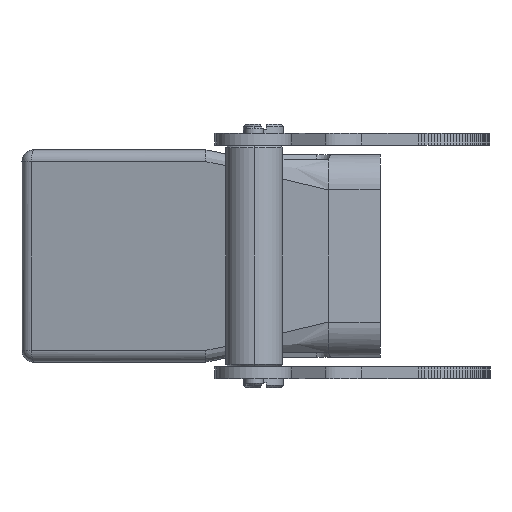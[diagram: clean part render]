
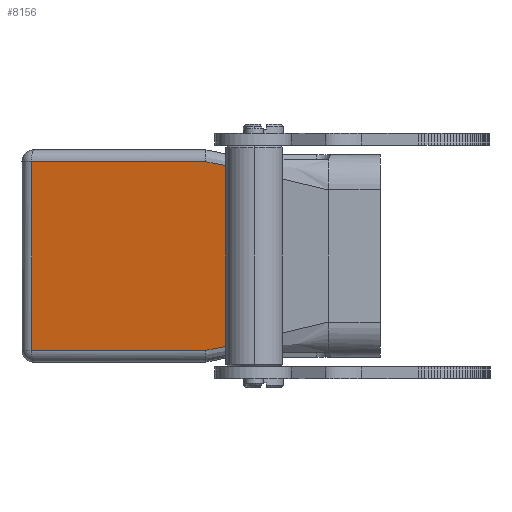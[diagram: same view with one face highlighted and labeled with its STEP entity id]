
A CAD part, left-side view. The second image highlights one B-rep face of the part: STEP entity #8156.
In plain terms, the highlighted planar face has unit normal (-0.982, 0.191, 0).
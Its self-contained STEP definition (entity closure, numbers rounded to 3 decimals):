
#624=DIRECTION('',(-0.187,-0.963,-0.193));
#625=VECTOR('',#624,5.192);
#626=CARTESIAN_POINT('',(-57.03,5.,20.));
#627=LINE('',#626,#625);
#628=DIRECTION('',(0.,0.,-1.));
#629=VECTOR('',#628,38.);
#630=CARTESIAN_POINT('',(-58.002,-0.001,
19.));
#631=LINE('',#630,#629);
#632=DIRECTION('',(0.187,0.963,-0.193));
#633=VECTOR('',#632,5.192);
#634=CARTESIAN_POINT('',(-58.002,-0.001,
-19.));
#635=LINE('',#634,#633);
#646=DIRECTION('',(0.191,0.982,0.));
#647=VECTOR('',#646,37.669);
#648=CARTESIAN_POINT('',(-57.03,5.,20.));
#649=LINE('',#648,#647);
#679=DIRECTION('',(0.,0.,-1.));
#680=VECTOR('',#679,40.);
#681=CARTESIAN_POINT('',(-49.843,41.977,20.));
#682=LINE('',#681,#680);
#813=DIRECTION('',(-0.191,-0.982,0.));
#814=VECTOR('',#813,37.669);
#815=CARTESIAN_POINT('',(-49.843,41.977,-20.));
#816=LINE('',#815,#814);
#6416=CARTESIAN_POINT('',(-58.002,-0.001,
-19.));
#6417=CARTESIAN_POINT('',(-57.03,5.,
-20.));
#6418=VERTEX_POINT('',#6416);
#6419=VERTEX_POINT('',#6417);
#6421=CARTESIAN_POINT('',(-57.03,5.,20.));
#6422=CARTESIAN_POINT('',(-49.843,41.977,20.));
#6423=VERTEX_POINT('',#6421);
#6424=VERTEX_POINT('',#6422);
#6425=CARTESIAN_POINT('',(-58.002,-0.001,
19.));
#6426=VERTEX_POINT('',#6425);
#6427=CARTESIAN_POINT('',(-49.843,41.977,
-20.));
#6428=VERTEX_POINT('',#6427);
#8138=CARTESIAN_POINT('',(-49.68,42.817,
-20.8));
#8139=DIRECTION('',(-0.982,0.191,0.));
#8140=DIRECTION('',(-0.191,-0.982,0.));
#8141=AXIS2_PLACEMENT_3D('',#8138,#8139,#8140);
#8142=PLANE('',#8141);
#8144=ORIENTED_EDGE('',*,*,#8143,.F.);
#8146=ORIENTED_EDGE('',*,*,#8145,.T.);
#8148=ORIENTED_EDGE('',*,*,#8147,.T.);
#8149=ORIENTED_EDGE('',*,*,#8126,.T.);
#8151=ORIENTED_EDGE('',*,*,#8150,.F.);
#8153=ORIENTED_EDGE('',*,*,#8152,.F.);
#8154=EDGE_LOOP('',(#8144,#8146,#8148,#8149,#8151,#8153));
#8155=FACE_OUTER_BOUND('',#8154,.F.);
#8126=EDGE_CURVE('',#6418,#6419,#635,.T.);
#8143=EDGE_CURVE('',#6423,#6424,#649,.T.);
#8145=EDGE_CURVE('',#6423,#6426,#627,.T.);
#8147=EDGE_CURVE('',#6426,#6418,#631,.T.);
#8150=EDGE_CURVE('',#6428,#6419,#816,.T.);
#8152=EDGE_CURVE('',#6424,#6428,#682,.T.);
#8156=ADVANCED_FACE('',(#8155),#8142,.T.);
